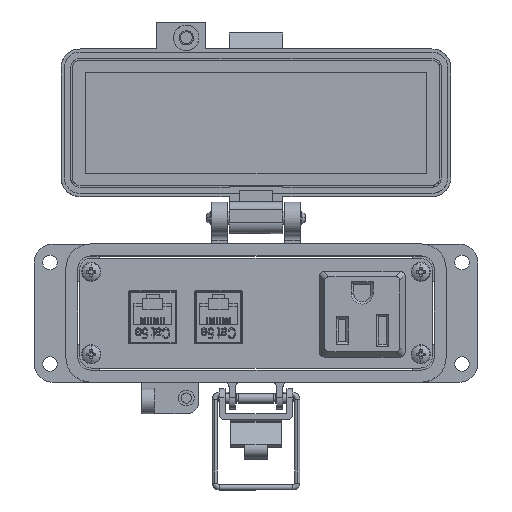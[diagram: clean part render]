
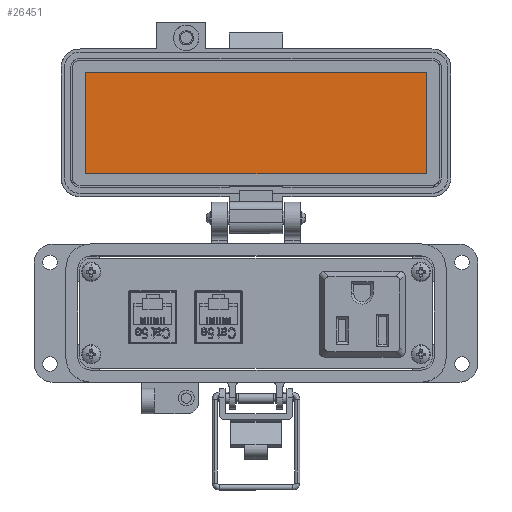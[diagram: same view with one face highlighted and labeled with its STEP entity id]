
A CAD part, top view. The second image highlights one B-rep face of the part: STEP entity #26451.
In plain terms, the highlighted planar face has unit normal (0, 0, 1).
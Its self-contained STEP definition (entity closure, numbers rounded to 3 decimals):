
#166 = LINE ( 'NONE', #4084, #55285 ) ;
#1764 = VECTOR ( 'NONE', #32473, 1000. ) ;
#2093 = PLANE ( 'NONE',  #34234 ) ;
#4084 = CARTESIAN_POINT ( 'NONE',  ( -8.5, 83.154, -25.55 ) ) ;
#4730 = EDGE_CURVE ( 'NONE', #32626, #10288, #7429, .T. ) ;
#7429 = LINE ( 'NONE', #13296, #52269 ) ;
#10288 = VERTEX_POINT ( 'NONE', #54580 ) ;
#13296 = CARTESIAN_POINT ( 'NONE',  ( -53.75, 67.154, -25.55 ) ) ;
#13891 = ORIENTED_EDGE ( 'NONE', *, *, #38681, .F. ) ;
#16006 = ORIENTED_EDGE ( 'NONE', *, *, #39498, .F. ) ;
#19032 = FACE_OUTER_BOUND ( 'NONE', #20908, .T. ) ;
#19589 = CARTESIAN_POINT ( 'NONE',  ( -8.5, 67.154, -25.55 ) ) ;
#19918 = VERTEX_POINT ( 'NONE', #24651 ) ;
#20908 = EDGE_LOOP ( 'NONE', ( #40467, #47597, #13891, #16006 ) ) ;
#20970 = DIRECTION ( 'NONE',  ( -1., 0., 0. ) ) ;
#23986 = DIRECTION ( 'NONE',  ( 0., -1., 0. ) ) ;
#24651 = CARTESIAN_POINT ( 'NONE',  ( 53.75, 83.154, -25.55 ) ) ;
#26451 = ADVANCED_FACE ( 'NONE', ( #19032 ), #2093, .T. ) ;
#30880 = CARTESIAN_POINT ( 'NONE',  ( 53.75, 51.154, -25.55 ) ) ;
#32473 = DIRECTION ( 'NONE',  ( 0., -1., 0. ) ) ;
#32626 = VERTEX_POINT ( 'NONE', #37236 ) ;
#34152 = EDGE_CURVE ( 'NONE', #10288, #19918, #166, .T. ) ;
#34234 = AXIS2_PLACEMENT_3D ( 'NONE', #19589, #49937, #23986 ) ;
#34523 = LINE ( 'NONE', #42368, #56253 ) ;
#34700 = DIRECTION ( 'NONE',  ( 1., 0., 0. ) ) ;
#34768 = DIRECTION ( 'NONE',  ( 0., 1., 0. ) ) ;
#37236 = CARTESIAN_POINT ( 'NONE',  ( -53.75, 51.154, -25.55 ) ) ;
#38681 = EDGE_CURVE ( 'NONE', #42624, #32626, #34523, .T. ) ;
#39498 = EDGE_CURVE ( 'NONE', #19918, #42624, #46600, .T. ) ;
#40467 = ORIENTED_EDGE ( 'NONE', *, *, #34152, .F. ) ;
#42368 = CARTESIAN_POINT ( 'NONE',  ( 42., 51.154, -25.55 ) ) ;
#42624 = VERTEX_POINT ( 'NONE', #30880 ) ;
#46600 = LINE ( 'NONE', #54044, #1764 ) ;
#47597 = ORIENTED_EDGE ( 'NONE', *, *, #4730, .F. ) ;
#49937 = DIRECTION ( 'NONE',  ( 0., 0., 1. ) ) ;
#52269 = VECTOR ( 'NONE', #34768, 1000. ) ;
#54044 = CARTESIAN_POINT ( 'NONE',  ( 53.75, 67.154, -25.55 ) ) ;
#54580 = CARTESIAN_POINT ( 'NONE',  ( -53.75, 83.154, -25.55 ) ) ;
#55285 = VECTOR ( 'NONE', #34700, 1000. ) ;
#56253 = VECTOR ( 'NONE', #20970, 1000. ) ;
